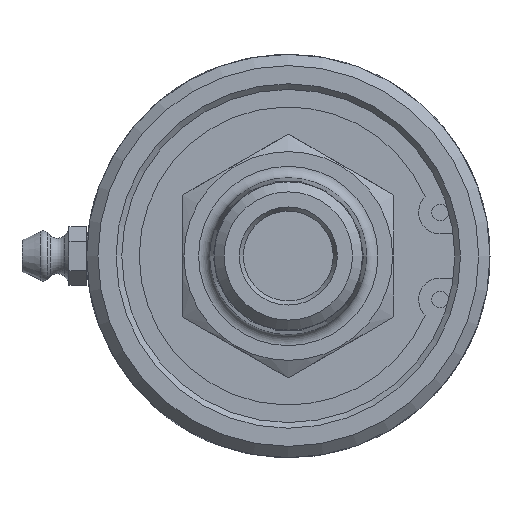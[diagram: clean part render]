
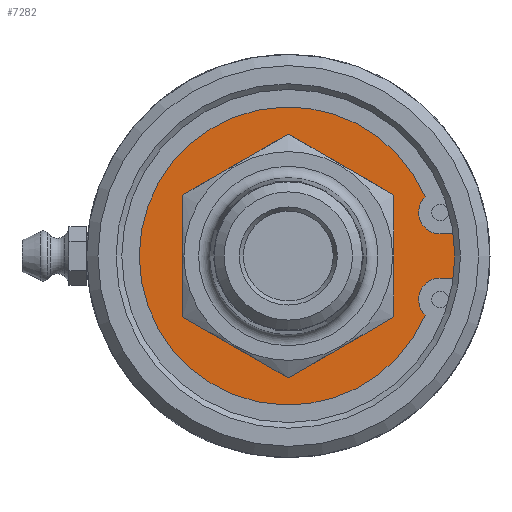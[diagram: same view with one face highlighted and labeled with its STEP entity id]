
A CAD part, left-side view. The second image highlights one B-rep face of the part: STEP entity #7282.
In plain terms, the highlighted planar face has unit normal (-1, 0, 0).
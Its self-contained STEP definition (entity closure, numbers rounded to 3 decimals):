
#175=CIRCLE('',#7648,25.375);
#176=CIRCLE('',#7650,3.048);
#177=CIRCLE('',#7651,21.057);
#178=CIRCLE('',#7652,3.048);
#179=CIRCLE('',#7653,13.9);
#180=CIRCLE('',#7654,13.9);
#381=PLANE('',#7649);
#460=FACE_BOUND('',#1448,.T.);
#1007=FACE_OUTER_BOUND('',#1447,.T.);
#1447=EDGE_LOOP('',(#6286,#6287,#6288,#6289,#6290,#6291));
#1448=EDGE_LOOP('',(#6292,#6293));
#1854=LINE('',#45937,#2250);
#1855=LINE('',#45939,#2251);
#2250=VECTOR('',#8661,10.);
#2251=VECTOR('',#8662,10.);
#3362=VERTEX_POINT('',#45925);
#3366=VERTEX_POINT('',#45932);
#3367=VERTEX_POINT('',#45936);
#3368=VERTEX_POINT('',#45938);
#3369=VERTEX_POINT('',#45940);
#3370=VERTEX_POINT('',#45942);
#3371=VERTEX_POINT('',#45945);
#3372=VERTEX_POINT('',#45946);
#4373=EDGE_CURVE('',#3362,#3366,#175,.T.);
#4374=EDGE_CURVE('',#3367,#3362,#1854,.T.);
#4375=EDGE_CURVE('',#3366,#3368,#1855,.T.);
#4376=EDGE_CURVE('',#3368,#3369,#176,.T.);
#4377=EDGE_CURVE('',#3369,#3370,#177,.T.);
#4378=EDGE_CURVE('',#3370,#3367,#178,.T.);
#4379=EDGE_CURVE('',#3371,#3372,#179,.T.);
#4380=EDGE_CURVE('',#3372,#3371,#180,.T.);
#6286=ORIENTED_EDGE('',*,*,#4374,.T.);
#6287=ORIENTED_EDGE('',*,*,#4373,.T.);
#6288=ORIENTED_EDGE('',*,*,#4375,.T.);
#6289=ORIENTED_EDGE('',*,*,#4376,.T.);
#6290=ORIENTED_EDGE('',*,*,#4377,.T.);
#6291=ORIENTED_EDGE('',*,*,#4378,.T.);
#6292=ORIENTED_EDGE('',*,*,#4379,.T.);
#6293=ORIENTED_EDGE('',*,*,#4380,.T.);
#7282=ADVANCED_FACE('',(#1007,#460),#381,.F.);
#7648=AXIS2_PLACEMENT_3D('',#45934,#8657,#8658);
#7649=AXIS2_PLACEMENT_3D('',#45935,#8659,#8660);
#7650=AXIS2_PLACEMENT_3D('',#45941,#8663,#8664);
#7651=AXIS2_PLACEMENT_3D('',#45943,#8665,#8666);
#7652=AXIS2_PLACEMENT_3D('',#45944,#8667,#8668);
#7653=AXIS2_PLACEMENT_3D('',#45947,#8669,#8670);
#7654=AXIS2_PLACEMENT_3D('',#45948,#8671,#8672);
#8657=DIRECTION('center_axis',(-1.,0.,0.));
#8658=DIRECTION('ref_axis',(0.,1.,0.));
#8659=DIRECTION('center_axis',(1.,0.,0.));
#8660=DIRECTION('ref_axis',(0.,0.,-1.));
#8661=DIRECTION('',(0.,-1.,0.));
#8662=DIRECTION('',(0.,1.,0.));
#8663=DIRECTION('center_axis',(1.,0.,0.));
#8664=DIRECTION('ref_axis',(0.,-0.961,0.276));
#8665=DIRECTION('center_axis',(-1.,0.,0.));
#8666=DIRECTION('ref_axis',(0.,0.,-1.));
#8667=DIRECTION('center_axis',(1.,0.,0.));
#8668=DIRECTION('ref_axis',(0.,0.,1.));
#8669=DIRECTION('center_axis',(1.,0.,0.));
#8670=DIRECTION('ref_axis',(0.,1.,0.));
#8671=DIRECTION('center_axis',(1.,0.,0.));
#8672=DIRECTION('ref_axis',(0.,1.,0.));
#45925=CARTESIAN_POINT('',(3.978,-25.184,-3.112));
#45932=CARTESIAN_POINT('',(3.978,-25.184,3.112));
#45934=CARTESIAN_POINT('Origin',(3.978,0.,0.));
#45935=CARTESIAN_POINT('Origin',(3.978,18.91,0.));
#45936=CARTESIAN_POINT('',(3.978,-21.461,-3.112));
#45937=CARTESIAN_POINT('',(3.978,-3.137,-3.112));
#45938=CARTESIAN_POINT('',(3.978,-21.461,3.112));
#45939=CARTESIAN_POINT('',(3.978,-1.275,3.112));
#45940=CARTESIAN_POINT('',(3.978,-19.334,8.343));
#45941=CARTESIAN_POINT('Origin',(3.978,-21.461,6.16));
#45942=CARTESIAN_POINT('',(3.978,-19.334,-8.343));
#45943=CARTESIAN_POINT('Origin',(3.978,0.,0.));
#45944=CARTESIAN_POINT('Origin',(3.978,-21.461,-6.16));
#45945=CARTESIAN_POINT('',(3.978,13.9,0.));
#45946=CARTESIAN_POINT('',(3.978,-13.9,0.));
#45947=CARTESIAN_POINT('Origin',(3.978,0.,0.));
#45948=CARTESIAN_POINT('Origin',(3.978,0.,0.));
